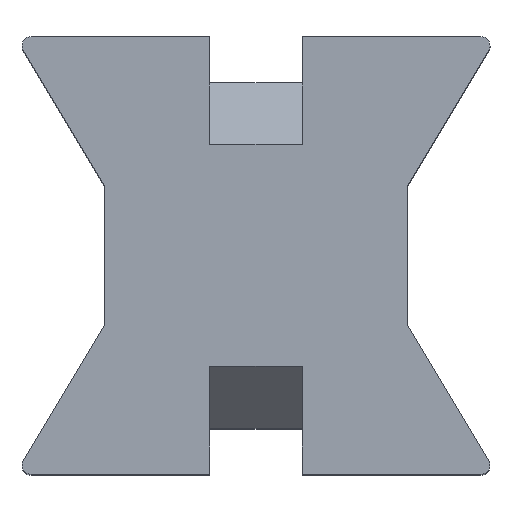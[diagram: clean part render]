
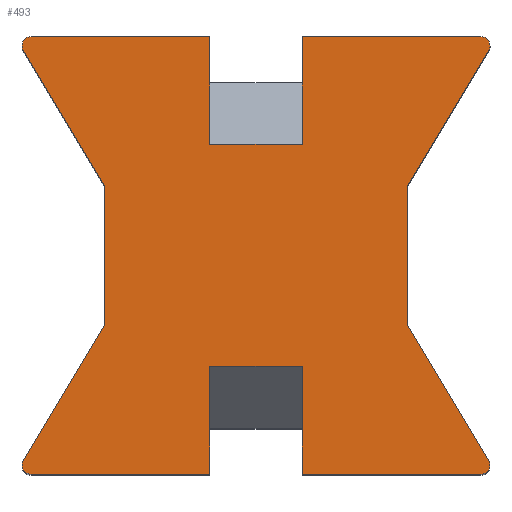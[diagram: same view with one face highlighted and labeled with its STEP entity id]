
A CAD part, top view. The second image highlights one B-rep face of the part: STEP entity #493.
In plain terms, the highlighted planar face has unit normal (0, 0, 1).
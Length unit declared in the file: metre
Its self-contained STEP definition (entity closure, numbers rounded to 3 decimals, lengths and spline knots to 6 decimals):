
#20=CIRCLE('',#537,0.0003);
#21=CIRCLE('',#538,0.0003);
#22=CIRCLE('',#539,0.0003);
#23=CIRCLE('',#540,0.0003);
#52=ORIENTED_EDGE('',*,*,#194,.F.);
#53=ORIENTED_EDGE('',*,*,#195,.T.);
#54=ORIENTED_EDGE('',*,*,#196,.T.);
#55=ORIENTED_EDGE('',*,*,#175,.F.);
#56=ORIENTED_EDGE('',*,*,#197,.T.);
#57=ORIENTED_EDGE('',*,*,#198,.F.);
#58=ORIENTED_EDGE('',*,*,#199,.F.);
#59=ORIENTED_EDGE('',*,*,#200,.F.);
#60=ORIENTED_EDGE('',*,*,#201,.T.);
#61=ORIENTED_EDGE('',*,*,#169,.F.);
#62=ORIENTED_EDGE('',*,*,#202,.T.);
#63=ORIENTED_EDGE('',*,*,#203,.T.);
#64=ORIENTED_EDGE('',*,*,#204,.F.);
#65=ORIENTED_EDGE('',*,*,#205,.F.);
#66=ORIENTED_EDGE('',*,*,#206,.T.);
#67=ORIENTED_EDGE('',*,*,#207,.F.);
#68=ORIENTED_EDGE('',*,*,#208,.F.);
#69=ORIENTED_EDGE('',*,*,#209,.F.);
#70=ORIENTED_EDGE('',*,*,#210,.T.);
#71=ORIENTED_EDGE('',*,*,#211,.F.);
#169=EDGE_CURVE('',#240,#242,#289,.T.);
#175=EDGE_CURVE('',#247,#245,#295,.T.);
#194=EDGE_CURVE('',#264,#265,#310,.T.);
#195=EDGE_CURVE('',#264,#266,#311,.T.);
#196=EDGE_CURVE('',#266,#245,#312,.T.);
#197=EDGE_CURVE('',#247,#267,#20,.T.);
#198=EDGE_CURVE('',#268,#267,#313,.T.);
#199=EDGE_CURVE('',#269,#268,#314,.T.);
#200=EDGE_CURVE('',#270,#269,#315,.T.);
#201=EDGE_CURVE('',#270,#242,#21,.T.);
#202=EDGE_CURVE('',#240,#271,#316,.T.);
#203=EDGE_CURVE('',#271,#272,#317,.T.);
#204=EDGE_CURVE('',#273,#272,#318,.T.);
#205=EDGE_CURVE('',#274,#273,#319,.T.);
#206=EDGE_CURVE('',#274,#275,#22,.T.);
#207=EDGE_CURVE('',#276,#275,#320,.T.);
#208=EDGE_CURVE('',#277,#276,#321,.T.);
#209=EDGE_CURVE('',#278,#277,#322,.T.);
#210=EDGE_CURVE('',#278,#279,#23,.T.);
#211=EDGE_CURVE('',#265,#279,#323,.T.);
#240=VERTEX_POINT('',#700);
#242=VERTEX_POINT('',#703);
#245=VERTEX_POINT('',#710);
#247=VERTEX_POINT('',#714);
#264=VERTEX_POINT('',#753);
#265=VERTEX_POINT('',#754);
#266=VERTEX_POINT('',#756);
#267=VERTEX_POINT('',#759);
#268=VERTEX_POINT('',#761);
#269=VERTEX_POINT('',#763);
#270=VERTEX_POINT('',#765);
#271=VERTEX_POINT('',#768);
#272=VERTEX_POINT('',#770);
#273=VERTEX_POINT('',#772);
#274=VERTEX_POINT('',#774);
#275=VERTEX_POINT('',#776);
#276=VERTEX_POINT('',#778);
#277=VERTEX_POINT('',#780);
#278=VERTEX_POINT('',#782);
#279=VERTEX_POINT('',#784);
#289=LINE('',#702,#353);
#295=LINE('',#715,#359);
#310=LINE('',#752,#374);
#311=LINE('',#755,#375);
#312=LINE('',#757,#376);
#313=LINE('',#760,#377);
#314=LINE('',#762,#378);
#315=LINE('',#764,#379);
#316=LINE('',#767,#380);
#317=LINE('',#769,#381);
#318=LINE('',#771,#382);
#319=LINE('',#773,#383);
#320=LINE('',#777,#384);
#321=LINE('',#779,#385);
#322=LINE('',#781,#386);
#323=LINE('',#785,#387);
#353=VECTOR('',#568,1.);
#359=VECTOR('',#576,1.);
#374=VECTOR('',#603,1.);
#375=VECTOR('',#604,1.);
#376=VECTOR('',#605,1.);
#377=VECTOR('',#608,1.);
#378=VECTOR('',#609,1.);
#379=VECTOR('',#610,1.);
#380=VECTOR('',#613,1.);
#381=VECTOR('',#614,1.);
#382=VECTOR('',#615,1.);
#383=VECTOR('',#616,1.);
#384=VECTOR('',#619,1.);
#385=VECTOR('',#620,1.);
#386=VECTOR('',#621,1.);
#387=VECTOR('',#624,1.);
#419=EDGE_LOOP('',(#52,#53,#54,#55,#56,#57,#58,#59,#60,#61,#62,#63,#64,
#65,#66,#67,#68,#69,#70,#71));
#445=FACE_BOUND('',#419,.T.);
#471=PLANE('',#536);
#493=ADVANCED_FACE('',(#445),#471,.T.);
#536=AXIS2_PLACEMENT_3D('',#751,#601,#602);
#537=AXIS2_PLACEMENT_3D('',#758,#606,#607);
#538=AXIS2_PLACEMENT_3D('',#766,#611,#612);
#539=AXIS2_PLACEMENT_3D('',#775,#617,#618);
#540=AXIS2_PLACEMENT_3D('',#783,#622,#623);
#568=DIRECTION('',(1.,0.,0.));
#576=DIRECTION('',(-1.,0.,0.));
#601=DIRECTION('',(0.,0.,1.));
#602=DIRECTION('',(1.,0.,0.));
#603=DIRECTION('',(0.,-1.,0.));
#604=DIRECTION('',(1.,0.,0.));
#605=DIRECTION('',(0.,-1.,0.));
#606=DIRECTION('',(0.,0.,1.));
#607=DIRECTION('',(1.,0.,0.));
#608=DIRECTION('',(0.514,-0.857,0.));
#609=DIRECTION('',(0.,-1.,0.));
#610=DIRECTION('',(-0.514,-0.857,0.));
#611=DIRECTION('',(0.,0.,1.));
#612=DIRECTION('',(1.,0.,0.));
#613=DIRECTION('',(0.,-1.,0.));
#614=DIRECTION('',(-1.,0.,0.));
#615=DIRECTION('',(0.,-1.,0.));
#616=DIRECTION('',(1.,0.,0.));
#617=DIRECTION('',(0.,0.,1.));
#618=DIRECTION('',(1.,0.,0.));
#619=DIRECTION('',(-0.514,0.857,0.));
#620=DIRECTION('',(0.,1.,0.));
#621=DIRECTION('',(0.514,0.857,0.));
#622=DIRECTION('',(0.,0.,1.));
#623=DIRECTION('',(1.,0.,0.));
#624=DIRECTION('',(-1.,0.,0.));
#700=CARTESIAN_POINT('',(0.0015,-0.0154,0.0298));
#702=CARTESIAN_POINT('',(0.,-0.0154,0.0298));
#703=CARTESIAN_POINT('',(0.007294,-0.0154,0.0298));
#710=CARTESIAN_POINT('',(0.0015,-0.0296,0.0298));
#714=CARTESIAN_POINT('',(0.007294,-0.0296,0.0298));
#715=CARTESIAN_POINT('',(0.,-0.0296,0.0298));
#751=CARTESIAN_POINT('',(0.,-0.005583,0.0298));
#752=CARTESIAN_POINT('',(-0.0015,-0.0296,0.0298));
#753=CARTESIAN_POINT('',(-0.0015,-0.0261,0.0298));
#754=CARTESIAN_POINT('',(-0.0015,-0.0296,0.0298));
#755=CARTESIAN_POINT('',(0.0015,-0.0261,0.0298));
#756=CARTESIAN_POINT('',(0.0015,-0.0261,0.0298));
#757=CARTESIAN_POINT('',(0.0015,-0.0296,0.0298));
#758=CARTESIAN_POINT('',(0.007294,-0.0293,0.0298));
#759=CARTESIAN_POINT('',(0.007551,-0.029146,0.0298));
#760=CARTESIAN_POINT('',(-0.004843,-0.008489,0.0298));
#761=CARTESIAN_POINT('',(0.0049,-0.024728,0.0298));
#762=CARTESIAN_POINT('',(0.0049,-0.005583,0.0298));
#763=CARTESIAN_POINT('',(0.0049,-0.020272,0.0298));
#764=CARTESIAN_POINT('',(0.010083,-0.011633,0.0298));
#765=CARTESIAN_POINT('',(0.007551,-0.015854,0.0298));
#766=CARTESIAN_POINT('',(0.007294,-0.0157,0.0298));
#767=CARTESIAN_POINT('',(0.0015,-0.0154,0.0298));
#768=CARTESIAN_POINT('',(0.0015,-0.0189,0.0298));
#769=CARTESIAN_POINT('',(-0.0015,-0.0189,0.0298));
#770=CARTESIAN_POINT('',(-0.0015,-0.0189,0.0298));
#771=CARTESIAN_POINT('',(-0.0015,-0.0154,0.0298));
#772=CARTESIAN_POINT('',(-0.0015,-0.0154,0.0298));
#773=CARTESIAN_POINT('',(0.,-0.0154,0.0298));
#774=CARTESIAN_POINT('',(-0.007294,-0.0154,0.0298));
#775=CARTESIAN_POINT('',(-0.007294,-0.0157,0.0298));
#776=CARTESIAN_POINT('',(-0.007551,-0.015854,0.0298));
#777=CARTESIAN_POINT('',(-0.010083,-0.011633,0.0298));
#778=CARTESIAN_POINT('',(-0.0049,-0.020272,0.0298));
#779=CARTESIAN_POINT('',(-0.0049,-0.005583,0.0298));
#780=CARTESIAN_POINT('',(-0.0049,-0.024728,0.0298));
#781=CARTESIAN_POINT('',(0.004843,-0.008489,0.0298));
#782=CARTESIAN_POINT('',(-0.007551,-0.029146,0.0298));
#783=CARTESIAN_POINT('',(-0.007294,-0.0293,0.0298));
#784=CARTESIAN_POINT('',(-0.007294,-0.0296,0.0298));
#785=CARTESIAN_POINT('',(0.,-0.0296,0.0298));
